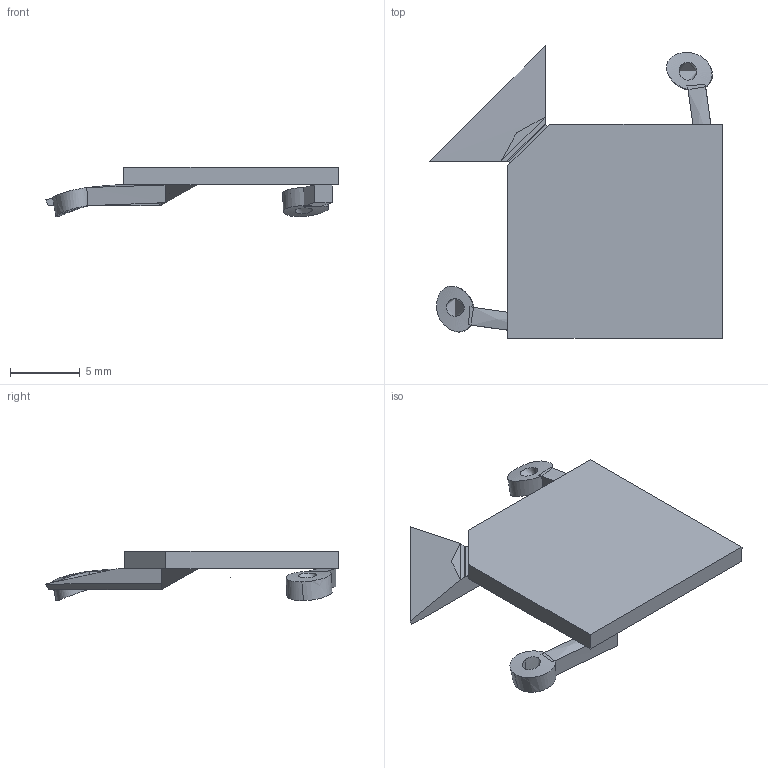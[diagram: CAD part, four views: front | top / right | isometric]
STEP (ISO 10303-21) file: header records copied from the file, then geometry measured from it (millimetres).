
FILE_DESCRIPTION(/* description */ (''),/* implementation_level */ '2;1');
FILE_NAME(/* name */ 'button',/* time_stamp */ '2015-03-17T17:06:42-07:00',/* author */ (''),/* organization */ (''),/* preprocessor_version */ 'ST-DEVELOPER v15',/* originating_system */ '',/* authorisation */ '');
FILE_SCHEMA (('AUTOMOTIVE_DESIGN'));
Length unit declared in the file: inch
Products named in the file (1): Document
Bounding box: 20.98 x 20.93 x 3.54 mm (x, y, z)
Volume: 493.1 mm3
Topology: 5 solids, 7 shells, 52 faces, 122 edges, 72 vertices
Faces by surface type: bspline 42, plane 10
Entity records: 2054 total; most frequent: CARTESIAN_POINT 1241, ORIENTED_EDGE 220, EDGE_CURVE 116, B_SPLINE_CURVE_WITH_KNOTS 91, VERTEX_POINT 72, EDGE_LOOP 56, ADVANCED_FACE 52, FACE_OUTER_BOUND 52
